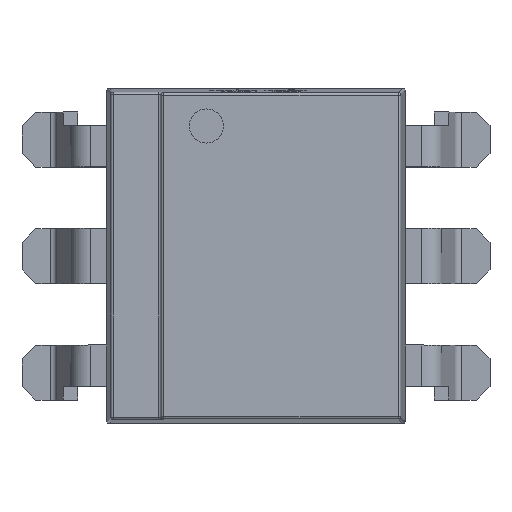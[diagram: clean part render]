
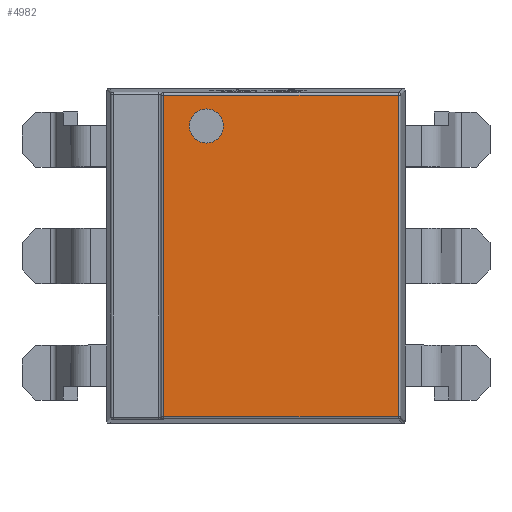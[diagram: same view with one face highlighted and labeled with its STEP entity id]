
A CAD part, top view. The second image highlights one B-rep face of the part: STEP entity #4982.
In plain terms, the highlighted planar face has unit normal (0, 0, 1).
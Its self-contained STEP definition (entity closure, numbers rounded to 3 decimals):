
#122 = FACE_OUTER_BOUND ( 'NONE', #6517, .T. ) ;
#446 = VERTEX_POINT ( 'NONE', #11257 ) ;
#513 = LINE ( 'NONE', #1659, #2642 ) ;
#958 = ORIENTED_EDGE ( 'NONE', *, *, #12101, .T. ) ;
#1242 = DIRECTION ( 'NONE',  ( 0., 0., 1. ) ) ;
#1538 = DIRECTION ( 'NONE',  ( 1., 0., 0. ) ) ;
#1659 = CARTESIAN_POINT ( 'NONE',  ( 3.103, 0., 3.45 ) ) ;
#1865 = DIRECTION ( 'NONE',  ( 0., 1., 0. ) ) ;
#2009 = CIRCLE ( 'NONE', #8557, 0.372 ) ;
#2515 = ORIENTED_EDGE ( 'NONE', *, *, #13525, .T. ) ;
#2642 = VECTOR ( 'NONE', #1865, 1000. ) ;
#3099 = DIRECTION ( 'NONE',  ( 0., 0., 1. ) ) ;
#3119 = FACE_BOUND ( 'NONE', #15375, .T. ) ;
#4130 = ORIENTED_EDGE ( 'NONE', *, *, #16540, .T. ) ;
#4270 = VERTEX_POINT ( 'NONE', #7695 ) ;
#4913 = DIRECTION ( 'NONE',  ( 1., 0., 0. ) ) ;
#4982 = ADVANCED_FACE ( 'NONE', ( #122, #3119 ), #10268, .T. ) ;
#4998 = CARTESIAN_POINT ( 'NONE',  ( -1.081, 2.831, 3.45 ) ) ;
#5105 = VECTOR ( 'NONE', #10923, 1000. ) ;
#5832 = AXIS2_PLACEMENT_3D ( 'NONE', #16384, #1242, #1538 ) ;
#6157 = ORIENTED_EDGE ( 'NONE', *, *, #19158, .T. ) ;
#6517 = EDGE_LOOP ( 'NONE', ( #2515, #4130, #958, #6157 ) ) ;
#6557 = AXIS2_PLACEMENT_3D ( 'NONE', #4998, #8022, #4913 ) ;
#6618 = CARTESIAN_POINT ( 'NONE',  ( 3.103, -3.503, 3.45 ) ) ;
#6749 = VERTEX_POINT ( 'NONE', #19414 ) ;
#7634 = LINE ( 'NONE', #9228, #7832 ) ;
#7695 = CARTESIAN_POINT ( 'NONE',  ( 3.103, 3.503, 3.45 ) ) ;
#7832 = VECTOR ( 'NONE', #15247, 1000. ) ;
#8022 = DIRECTION ( 'NONE',  ( 0., 0., 1. ) ) ;
#8557 = AXIS2_PLACEMENT_3D ( 'NONE', #19425, #3099, #10341 ) ;
#8964 = VECTOR ( 'NONE', #10797, 1000. ) ;
#9228 = CARTESIAN_POINT ( 'NONE',  ( 0., -3.503, 3.45 ) ) ;
#10014 = VERTEX_POINT ( 'NONE', #11227 ) ;
#10268 = PLANE ( 'NONE',  #5832 ) ;
#10341 = DIRECTION ( 'NONE',  ( 1., 0., 0. ) ) ;
#10609 = VERTEX_POINT ( 'NONE', #12374 ) ;
#10797 = DIRECTION ( 'NONE',  ( -1., 0., 0. ) ) ;
#10923 = DIRECTION ( 'NONE',  ( 0., -1., 0. ) ) ;
#11227 = CARTESIAN_POINT ( 'NONE',  ( -2.016, -3.503, 3.45 ) ) ;
#11257 = CARTESIAN_POINT ( 'NONE',  ( -1.453, 2.831, 3.45 ) ) ;
#12072 = ORIENTED_EDGE ( 'NONE', *, *, #12253, .F. ) ;
#12101 = EDGE_CURVE ( 'NONE', #10014, #18031, #7634, .T. ) ;
#12253 = EDGE_CURVE ( 'NONE', #10609, #446, #2009, .T. ) ;
#12374 = CARTESIAN_POINT ( 'NONE',  ( -0.709, 2.831, 3.45 ) ) ;
#12428 = CARTESIAN_POINT ( 'NONE',  ( -2.016, -3.503, 3.45 ) ) ;
#13140 = CIRCLE ( 'NONE', #6557, 0.372 ) ;
#13525 = EDGE_CURVE ( 'NONE', #4270, #6749, #18305, .T. ) ;
#14778 = EDGE_CURVE ( 'NONE', #446, #10609, #13140, .T. ) ;
#15247 = DIRECTION ( 'NONE',  ( 1., 0., 0. ) ) ;
#15375 = EDGE_LOOP ( 'NONE', ( #12072, #18650 ) ) ;
#15380 = LINE ( 'NONE', #12428, #5105 ) ;
#16384 = CARTESIAN_POINT ( 'NONE',  ( 0., 0., 3.45 ) ) ;
#16540 = EDGE_CURVE ( 'NONE', #6749, #10014, #15380, .T. ) ;
#16732 = CARTESIAN_POINT ( 'NONE',  ( 0., 3.503, 3.45 ) ) ;
#18031 = VERTEX_POINT ( 'NONE', #6618 ) ;
#18305 = LINE ( 'NONE', #16732, #8964 ) ;
#18650 = ORIENTED_EDGE ( 'NONE', *, *, #14778, .F. ) ;
#19158 = EDGE_CURVE ( 'NONE', #18031, #4270, #513, .T. ) ;
#19414 = CARTESIAN_POINT ( 'NONE',  ( -2.016, 3.503, 3.45 ) ) ;
#19425 = CARTESIAN_POINT ( 'NONE',  ( -1.081, 2.831, 3.45 ) ) ;
